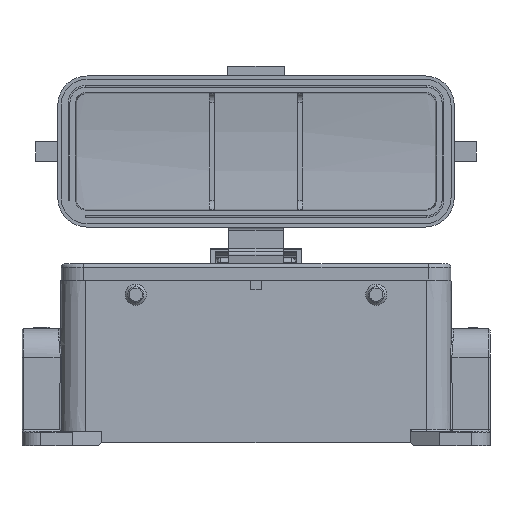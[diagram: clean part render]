
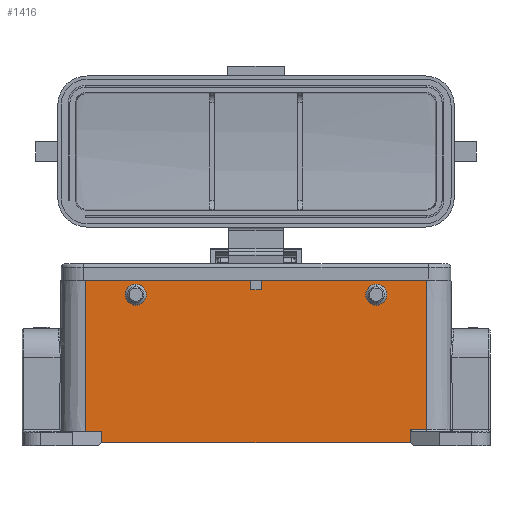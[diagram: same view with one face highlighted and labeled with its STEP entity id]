
A CAD part, left-side view. The second image highlights one B-rep face of the part: STEP entity #1416.
In plain terms, the highlighted planar face has unit normal (-1, 0, 0.009).
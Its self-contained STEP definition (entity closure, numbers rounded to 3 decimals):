
#67=ELLIPSE('',#19294,1.5,1.5);
#68=ELLIPSE('',#19295,1.5,1.5);
#338=FACE_BOUND('',#3910,.T.);
#339=FACE_BOUND('',#3911,.T.);
#340=FACE_BOUND('',#3912,.T.);
#723=PLANE('',#19296);
#1416=ADVANCED_FACE('',(#338,#339,#340),#723,.T.);
#3910=EDGE_LOOP('',(#10652));
#3911=EDGE_LOOP('',(#10653));
#3912=EDGE_LOOP('',(#10654,#10655,#10656,#10657,#10658,#10659,#10660,#10661,
#10662,#10663,#10664,#10665));
#5712=LINE('',#34755,#7085);
#5767=LINE('',#35214,#7140);
#5772=LINE('',#35228,#7145);
#5780=LINE('',#35257,#7153);
#5783=LINE('',#35264,#7156);
#5924=LINE('',#35976,#7297);
#5939=LINE('',#36130,#7312);
#5942=LINE('',#36155,#7315);
#5943=LINE('',#36161,#7316);
#5944=LINE('',#36163,#7317);
#5945=LINE('',#36164,#7318);
#5946=LINE('',#36166,#7319);
#7085=VECTOR('',#21903,1.);
#7140=VECTOR('',#22116,1.);
#7145=VECTOR('',#22129,1.);
#7153=VECTOR('',#22155,1.);
#7156=VECTOR('',#22160,1.);
#7297=VECTOR('',#22543,1.);
#7312=VECTOR('',#22596,1.);
#7315=VECTOR('',#22625,1.);
#7316=VECTOR('',#22632,1.);
#7317=VECTOR('',#22633,1.);
#7318=VECTOR('',#22634,1.);
#7319=VECTOR('',#22635,1.);
#10652=ORIENTED_EDGE('',*,*,#16531,.T.);
#10653=ORIENTED_EDGE('',*,*,#16532,.T.);
#10654=ORIENTED_EDGE('',*,*,#16519,.T.);
#10655=ORIENTED_EDGE('',*,*,#16533,.T.);
#10656=ORIENTED_EDGE('',*,*,#16534,.T.);
#10657=ORIENTED_EDGE('',*,*,#16119,.T.);
#10658=ORIENTED_EDGE('',*,*,#16535,.F.);
#10659=ORIENTED_EDGE('',*,*,#16536,.T.);
#10660=ORIENTED_EDGE('',*,*,#16236,.T.);
#10661=ORIENTED_EDGE('',*,*,#16243,.F.);
#10662=ORIENTED_EDGE('',*,*,#16255,.F.);
#10663=ORIENTED_EDGE('',*,*,#16258,.T.);
#10664=ORIENTED_EDGE('',*,*,#16489,.T.);
#10665=ORIENTED_EDGE('',*,*,#16530,.T.);
#14011=VERTEX_POINT('',#34754);
#14012=VERTEX_POINT('',#34756);
#14088=VERTEX_POINT('',#35213);
#14089=VERTEX_POINT('',#35215);
#14093=VERTEX_POINT('',#35227);
#14100=VERTEX_POINT('',#35258);
#14102=VERTEX_POINT('',#35263);
#14255=VERTEX_POINT('',#35975);
#14270=VERTEX_POINT('',#36129);
#14271=VERTEX_POINT('',#36131);
#14276=VERTEX_POINT('',#36158);
#14277=VERTEX_POINT('',#36160);
#14278=VERTEX_POINT('',#36162);
#14279=VERTEX_POINT('',#36165);
#16119=EDGE_CURVE('',#14012,#14011,#5712,.T.);
#16236=EDGE_CURVE('',#14089,#14088,#5767,.T.);
#16243=EDGE_CURVE('',#14093,#14088,#5772,.T.);
#16255=EDGE_CURVE('',#14100,#14093,#5780,.T.);
#16258=EDGE_CURVE('',#14100,#14102,#5783,.T.);
#16489=EDGE_CURVE('',#14102,#14255,#5924,.T.);
#16519=EDGE_CURVE('',#14271,#14270,#5939,.T.);
#16530=EDGE_CURVE('',#14255,#14271,#5942,.T.);
#16531=EDGE_CURVE('',#14276,#14276,#67,.T.);
#16532=EDGE_CURVE('',#14277,#14277,#68,.T.);
#16533=EDGE_CURVE('',#14270,#14278,#5943,.T.);
#16534=EDGE_CURVE('',#14278,#14012,#5944,.T.);
#16535=EDGE_CURVE('',#14279,#14011,#5945,.T.);
#16536=EDGE_CURVE('',#14279,#14089,#5946,.T.);
#19294=AXIS2_PLACEMENT_3D('',#36157,#22628,#22629);
#19295=AXIS2_PLACEMENT_3D('',#36159,#22630,#22631);
#19296=AXIS2_PLACEMENT_3D('',#36167,#22636,#22637);
#21903=DIRECTION('',(0.,1.,0.));
#22116=DIRECTION('',(-0.009,0.,-1.));
#22129=DIRECTION('',(0.,1.,0.));
#22155=DIRECTION('',(0.009,0.,1.));
#22160=DIRECTION('',(0.,-1.,0.));
#22543=DIRECTION('',(0.009,0.,1.));
#22596=DIRECTION('',(0.009,0.,1.));
#22625=DIRECTION('',(0.,-1.,0.));
#22628=DIRECTION('',(1.,0.,-0.009));
#22629=DIRECTION('',(-0.009,0.,-1.));
#22630=DIRECTION('',(1.,0.,-0.009));
#22631=DIRECTION('',(-0.009,0.,-1.));
#22632=DIRECTION('',(0.,1.,0.));
#22633=DIRECTION('',(-0.009,0.,-1.));
#22634=DIRECTION('',(-0.009,0.,-1.));
#22635=DIRECTION('',(0.,1.,0.));
#22636=DIRECTION('',(-1.,0.,0.009));
#22637=DIRECTION('',(0.,1.,0.));
#34754=CARTESIAN_POINT('',(-21.526,1.6,48.));
#34755=CARTESIAN_POINT('',(-21.526,-1.6,48.));
#34756=CARTESIAN_POINT('',(-21.526,-1.6,48.));
#35213=CARTESIAN_POINT('',(-21.906,52.5,4.5));
#35214=CARTESIAN_POINT('',(-21.5,52.5,51.));
#35215=CARTESIAN_POINT('',(-21.5,52.5,51.));
#35227=CARTESIAN_POINT('',(-21.906,47.5,4.5));
#35228=CARTESIAN_POINT('',(-21.906,47.5,4.5));
#35257=CARTESIAN_POINT('',(-21.936,47.5,1.));
#35258=CARTESIAN_POINT('',(-21.936,47.5,1.));
#35263=CARTESIAN_POINT('',(-21.936,-47.5,1.));
#35264=CARTESIAN_POINT('',(-21.936,47.5,1.));
#35975=CARTESIAN_POINT('',(-21.901,-47.5,4.996));
#35976=CARTESIAN_POINT('',(-21.936,-47.5,1.));
#36129=CARTESIAN_POINT('',(-21.5,-52.5,51.));
#36130=CARTESIAN_POINT('',(-21.901,-52.5,4.996));
#36131=CARTESIAN_POINT('',(-21.901,-52.5,4.996));
#36155=CARTESIAN_POINT('',(-21.901,-47.5,4.996));
#36157=CARTESIAN_POINT('',(-21.539,37.,46.5));
#36158=CARTESIAN_POINT('',(-21.552,37.,45.));
#36159=CARTESIAN_POINT('',(-21.539,-37.,46.5));
#36160=CARTESIAN_POINT('',(-21.552,-37.,45.));
#36161=CARTESIAN_POINT('',(-21.5,-52.5,51.));
#36162=CARTESIAN_POINT('',(-21.5,-1.6,51.));
#36163=CARTESIAN_POINT('',(-21.5,-1.6,51.));
#36164=CARTESIAN_POINT('',(-21.5,1.6,51.));
#36165=CARTESIAN_POINT('',(-21.5,1.6,51.));
#36166=CARTESIAN_POINT('',(-21.5,1.6,51.));
#36167=CARTESIAN_POINT('',(-21.5,55.148,51.));
